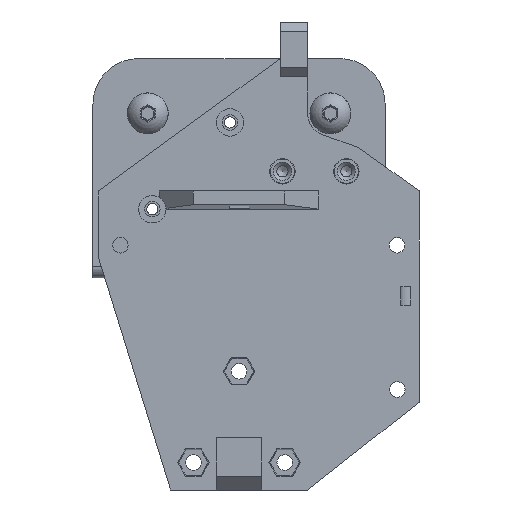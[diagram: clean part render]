
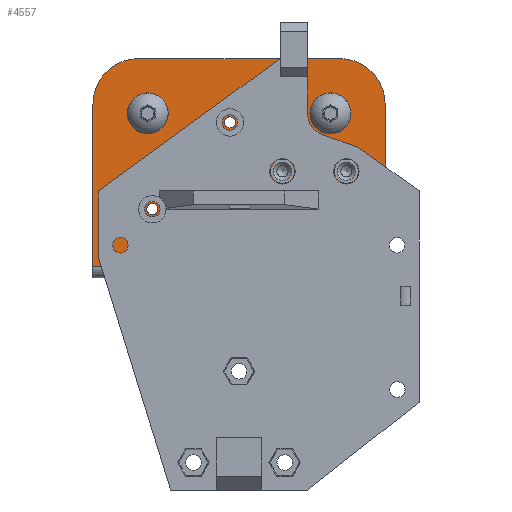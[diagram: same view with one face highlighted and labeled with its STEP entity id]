
A CAD part, front view. The second image highlights one B-rep face of the part: STEP entity #4557.
In plain terms, the highlighted face is planar.
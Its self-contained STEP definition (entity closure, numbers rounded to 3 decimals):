
#188=FACE_BOUND('',#732,.T.);
#189=FACE_BOUND('',#733,.T.);
#190=FACE_BOUND('',#734,.T.);
#191=FACE_BOUND('',#735,.T.);
#192=FACE_BOUND('',#736,.T.);
#193=FACE_BOUND('',#737,.T.);
#194=FACE_BOUND('',#738,.T.);
#259=PLANE('',#4935);
#454=FACE_OUTER_BOUND('',#731,.T.);
#731=EDGE_LOOP('',(#3258,#3259,#3260,#3261,#3262,#3263,#3264,#3265,#3266,
#3267));
#732=EDGE_LOOP('',(#3268));
#733=EDGE_LOOP('',(#3269));
#734=EDGE_LOOP('',(#3270));
#735=EDGE_LOOP('',(#3271));
#736=EDGE_LOOP('',(#3272));
#737=EDGE_LOOP('',(#3273));
#738=EDGE_LOOP('',(#3274));
#1076=LINE('',#6803,#1539);
#1087=LINE('',#6827,#1550);
#1088=LINE('',#6830,#1551);
#1089=LINE('',#6834,#1552);
#1090=LINE('',#6836,#1553);
#1091=LINE('',#6838,#1554);
#1092=LINE('',#6842,#1555);
#1539=VECTOR('',#5428,10.);
#1550=VECTOR('',#5449,10.);
#1551=VECTOR('',#5452,10.);
#1552=VECTOR('',#5455,10.);
#1553=VECTOR('',#5456,10.);
#1554=VECTOR('',#5457,10.);
#1555=VECTOR('',#5460,10.);
#1999=CIRCLE('',#4936,12.);
#2000=CIRCLE('',#4937,10.);
#2001=CIRCLE('',#4938,10.);
#2002=CIRCLE('',#4939,2.635);
#2003=CIRCLE('',#4940,2.635);
#2004=CIRCLE('',#4941,1.23);
#2005=CIRCLE('',#4942,1.23);
#2006=CIRCLE('',#4943,3.6);
#2007=CIRCLE('',#4944,2.53);
#2008=CIRCLE('',#4945,2.53);
#2161=VERTEX_POINT('',#6800);
#2162=VERTEX_POINT('',#6802);
#2170=VERTEX_POINT('',#6825);
#2171=VERTEX_POINT('',#6829);
#2172=VERTEX_POINT('',#6831);
#2173=VERTEX_POINT('',#6833);
#2174=VERTEX_POINT('',#6835);
#2175=VERTEX_POINT('',#6837);
#2176=VERTEX_POINT('',#6839);
#2177=VERTEX_POINT('',#6841);
#2178=VERTEX_POINT('',#6844);
#2179=VERTEX_POINT('',#6846);
#2180=VERTEX_POINT('',#6848);
#2181=VERTEX_POINT('',#6850);
#2182=VERTEX_POINT('',#6852);
#2183=VERTEX_POINT('',#6854);
#2184=VERTEX_POINT('',#6856);
#2577=EDGE_CURVE('',#2162,#2161,#1076,.T.);
#2590=EDGE_CURVE('',#2170,#2161,#1087,.T.);
#2591=EDGE_CURVE('',#2170,#2171,#1088,.T.);
#2592=EDGE_CURVE('',#2171,#2172,#1999,.T.);
#2593=EDGE_CURVE('',#2172,#2173,#1089,.T.);
#2594=EDGE_CURVE('',#2174,#2173,#1090,.T.);
#2595=EDGE_CURVE('',#2174,#2175,#1091,.T.);
#2596=EDGE_CURVE('',#2176,#2175,#2000,.T.);
#2597=EDGE_CURVE('',#2176,#2177,#1092,.T.);
#2598=EDGE_CURVE('',#2162,#2177,#2001,.T.);
#2599=EDGE_CURVE('',#2178,#2178,#2002,.T.);
#2600=EDGE_CURVE('',#2179,#2179,#2003,.T.);
#2601=EDGE_CURVE('',#2180,#2180,#2004,.T.);
#2602=EDGE_CURVE('',#2181,#2181,#2005,.T.);
#2603=EDGE_CURVE('',#2182,#2182,#2006,.T.);
#2604=EDGE_CURVE('',#2183,#2183,#2007,.T.);
#2605=EDGE_CURVE('',#2184,#2184,#2008,.T.);
#3258=ORIENTED_EDGE('',*,*,#2590,.F.);
#3259=ORIENTED_EDGE('',*,*,#2591,.T.);
#3260=ORIENTED_EDGE('',*,*,#2592,.T.);
#3261=ORIENTED_EDGE('',*,*,#2593,.T.);
#3262=ORIENTED_EDGE('',*,*,#2594,.F.);
#3263=ORIENTED_EDGE('',*,*,#2595,.T.);
#3264=ORIENTED_EDGE('',*,*,#2596,.F.);
#3265=ORIENTED_EDGE('',*,*,#2597,.T.);
#3266=ORIENTED_EDGE('',*,*,#2598,.F.);
#3267=ORIENTED_EDGE('',*,*,#2577,.T.);
#3268=ORIENTED_EDGE('',*,*,#2599,.T.);
#3269=ORIENTED_EDGE('',*,*,#2600,.T.);
#3270=ORIENTED_EDGE('',*,*,#2601,.T.);
#3271=ORIENTED_EDGE('',*,*,#2602,.T.);
#3272=ORIENTED_EDGE('',*,*,#2603,.T.);
#3273=ORIENTED_EDGE('',*,*,#2604,.T.);
#3274=ORIENTED_EDGE('',*,*,#2605,.T.);
#4557=ADVANCED_FACE('',(#454,#188,#189,#190,#191,#192,#193,#194),#259,.T.);
#4935=AXIS2_PLACEMENT_3D('',#6828,#5450,#5451);
#4936=AXIS2_PLACEMENT_3D('',#6832,#5453,#5454);
#4937=AXIS2_PLACEMENT_3D('',#6840,#5458,#5459);
#4938=AXIS2_PLACEMENT_3D('',#6843,#5461,#5462);
#4939=AXIS2_PLACEMENT_3D('',#6845,#5463,#5464);
#4940=AXIS2_PLACEMENT_3D('',#6847,#5465,#5466);
#4941=AXIS2_PLACEMENT_3D('',#6849,#5467,#5468);
#4942=AXIS2_PLACEMENT_3D('',#6851,#5469,#5470);
#4943=AXIS2_PLACEMENT_3D('',#6853,#5471,#5472);
#4944=AXIS2_PLACEMENT_3D('',#6855,#5473,#5474);
#4945=AXIS2_PLACEMENT_3D('',#6857,#5475,#5476);
#5428=DIRECTION('',(0.,-1.,0.));
#5449=DIRECTION('',(-1.,0.,0.));
#5450=DIRECTION('center_axis',(0.,0.,1.));
#5451=DIRECTION('ref_axis',(1.,0.,0.));
#5452=DIRECTION('',(0.,-1.,0.));
#5453=DIRECTION('center_axis',(0.,0.,1.));
#5454=DIRECTION('ref_axis',(-1.,0.,0.));
#5455=DIRECTION('',(0.,1.,0.));
#5456=DIRECTION('',(-1.,0.,0.));
#5457=DIRECTION('',(0.,1.,0.));
#5458=DIRECTION('center_axis',(0.,0.,-1.));
#5459=DIRECTION('ref_axis',(0.707,0.707,0.));
#5460=DIRECTION('',(-1.,0.,0.));
#5461=DIRECTION('center_axis',(0.,0.,-1.));
#5462=DIRECTION('ref_axis',(-0.707,0.707,0.));
#5463=DIRECTION('center_axis',(0.,0.,-1.));
#5464=DIRECTION('ref_axis',(1.,0.,0.));
#5465=DIRECTION('center_axis',(0.,0.,-1.));
#5466=DIRECTION('ref_axis',(1.,0.,0.));
#5467=DIRECTION('center_axis',(0.,0.,-1.));
#5468=DIRECTION('ref_axis',(1.,0.,0.));
#5469=DIRECTION('center_axis',(0.,0.,-1.));
#5470=DIRECTION('ref_axis',(1.,0.,0.));
#5471=DIRECTION('center_axis',(0.,0.,-1.));
#5472=DIRECTION('ref_axis',(-1.,0.,0.));
#5473=DIRECTION('center_axis',(0.,0.,-1.));
#5474=DIRECTION('ref_axis',(-1.,0.,0.));
#5475=DIRECTION('center_axis',(0.,0.,-1.));
#5476=DIRECTION('ref_axis',(-1.,0.,0.));
#6800=CARTESIAN_POINT('',(-32.,-21.53,2.5));
#6802=CARTESIAN_POINT('',(-32.,14.03,2.5));
#6803=CARTESIAN_POINT('',(-32.,24.03,2.5));
#6825=CARTESIAN_POINT('',(-12.,-21.53,2.5));
#6827=CARTESIAN_POINT('',(-16.,-21.53,2.5));
#6828=CARTESIAN_POINT('Origin',(0.,-7.97,2.5));
#6829=CARTESIAN_POINT('',(-12.,-27.97,2.5));
#6830=CARTESIAN_POINT('',(-12.,-24.03,2.5));
#6831=CARTESIAN_POINT('',(12.,-27.97,2.5));
#6832=CARTESIAN_POINT('Origin',(0.,-27.97,2.5));
#6833=CARTESIAN_POINT('',(12.,-21.53,2.5));
#6834=CARTESIAN_POINT('',(12.,-27.97,2.5));
#6835=CARTESIAN_POINT('',(32.,-21.53,2.5));
#6836=CARTESIAN_POINT('',(6.,-21.53,2.5));
#6837=CARTESIAN_POINT('',(32.,14.03,2.5));
#6838=CARTESIAN_POINT('',(32.,-24.03,2.5));
#6839=CARTESIAN_POINT('',(22.,24.03,2.5));
#6840=CARTESIAN_POINT('Origin',(22.,14.03,2.5));
#6841=CARTESIAN_POINT('',(-22.,24.03,2.5));
#6842=CARTESIAN_POINT('',(32.,24.03,2.5));
#6843=CARTESIAN_POINT('Origin',(-22.,14.03,2.5));
#6844=CARTESIAN_POINT('',(20.865,-0.67,2.5));
#6845=CARTESIAN_POINT('Origin',(23.5,-0.67,2.5));
#6846=CARTESIAN_POINT('',(6.865,-0.67,2.5));
#6847=CARTESIAN_POINT('Origin',(9.5,-0.67,2.5));
#6848=CARTESIAN_POINT('',(-3.23,10.03,2.5));
#6849=CARTESIAN_POINT('Origin',(-2.,10.03,2.5));
#6850=CARTESIAN_POINT('',(-20.23,-8.97,2.5));
#6851=CARTESIAN_POINT('Origin',(-19.,-8.97,2.5));
#6852=CARTESIAN_POINT('',(3.6,-27.97,2.5));
#6853=CARTESIAN_POINT('Origin',(0.,-27.97,2.5));
#6854=CARTESIAN_POINT('',(22.53,12.03,2.5));
#6855=CARTESIAN_POINT('Origin',(20.,12.03,2.5));
#6856=CARTESIAN_POINT('',(-17.47,12.03,2.5));
#6857=CARTESIAN_POINT('Origin',(-20.,12.03,2.5));
